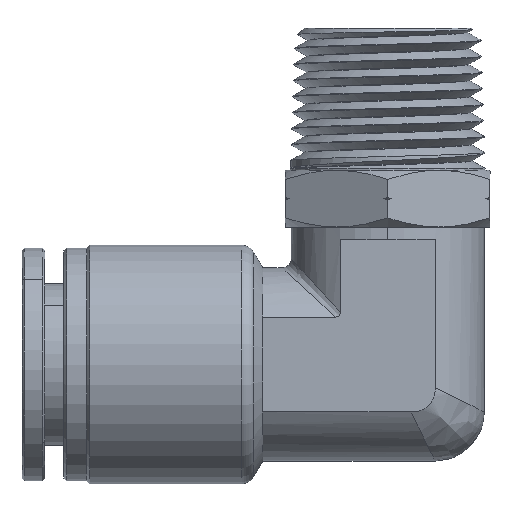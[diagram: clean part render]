
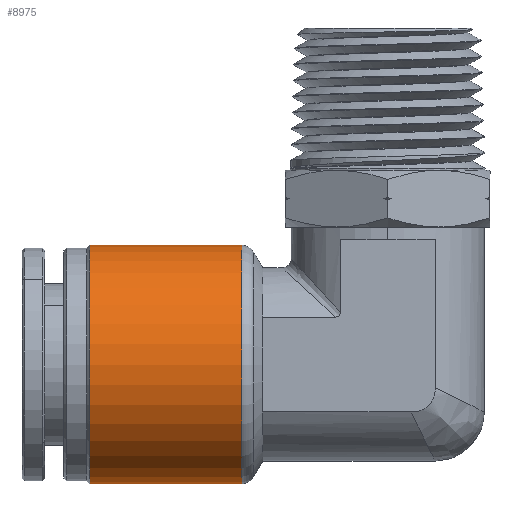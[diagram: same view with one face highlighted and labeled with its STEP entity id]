
A CAD part, left-side view. The second image highlights one B-rep face of the part: STEP entity #8975.
In plain terms, the highlighted cylindrical face has radius 10.5 mm (diameter 21 mm), a partial arc.
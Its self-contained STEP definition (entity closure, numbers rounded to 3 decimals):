
#271 = EDGE_CURVE ( 'NONE', #24815, #10558, #18093, .T. ) ;
#1562 = DIRECTION ( 'NONE',  ( 0., 0., -1. ) ) ;
#1590 = LINE ( 'NONE', #25406, #27476 ) ;
#2087 = VECTOR ( 'NONE', #2630, 1000. ) ;
#2090 = CIRCLE ( 'NONE', #23685, 10.5 ) ;
#2630 = DIRECTION ( 'NONE',  ( 0., -1., 0. ) ) ;
#2987 = EDGE_LOOP ( 'NONE', ( #5035, #11332, #5789, #28588 ) ) ;
#4121 = CARTESIAN_POINT ( 'NONE',  ( 0., -1.451, 0. ) ) ;
#4500 = CARTESIAN_POINT ( 'NONE',  ( 0., 11.95, 10.5 ) ) ;
#5035 = ORIENTED_EDGE ( 'NONE', *, *, #15779, .F. ) ;
#5037 = DIRECTION ( 'NONE',  ( 0., -1., 0. ) ) ;
#5154 = DIRECTION ( 'NONE',  ( 0., 0., -1. ) ) ;
#5507 = DIRECTION ( 'NONE',  ( 0., -1., 0. ) ) ;
#5789 = ORIENTED_EDGE ( 'NONE', *, *, #19993, .T. ) ;
#6982 = DIRECTION ( 'NONE',  ( 0., -1., 0. ) ) ;
#7598 = CARTESIAN_POINT ( 'NONE',  ( 0., 12.2, 0. ) ) ;
#8065 = FACE_OUTER_BOUND ( 'NONE', #2987, .T. ) ;
#8975 = ADVANCED_FACE ( 'NONE', ( #8065 ), #24854, .T. ) ;
#10250 = CARTESIAN_POINT ( 'NONE',  ( 0., -1.451, 10.5 ) ) ;
#10558 = VERTEX_POINT ( 'NONE', #10250 ) ;
#11332 = ORIENTED_EDGE ( 'NONE', *, *, #25228, .T. ) ;
#12509 = CARTESIAN_POINT ( 'NONE',  ( 0., -1.451, -10.5 ) ) ;
#13157 = AXIS2_PLACEMENT_3D ( 'NONE', #4121, #19140, #1562 ) ;
#14695 = LINE ( 'NONE', #29573, #2087 ) ;
#14909 = VERTEX_POINT ( 'NONE', #30545 ) ;
#15779 = EDGE_CURVE ( 'NONE', #28956, #10558, #14695, .T. ) ;
#18093 = CIRCLE ( 'NONE', #13157, 10.5 ) ;
#19140 = DIRECTION ( 'NONE',  ( 0., 1., 0. ) ) ;
#19993 = EDGE_CURVE ( 'NONE', #14909, #24815, #1590, .T. ) ;
#21968 = CARTESIAN_POINT ( 'NONE',  ( 0., 11.95, 0. ) ) ;
#23685 = AXIS2_PLACEMENT_3D ( 'NONE', #21968, #6982, #24470 ) ;
#24470 = DIRECTION ( 'NONE',  ( 0., 0., 1. ) ) ;
#24745 = AXIS2_PLACEMENT_3D ( 'NONE', #7598, #5037, #5154 ) ;
#24815 = VERTEX_POINT ( 'NONE', #12509 ) ;
#24854 = CYLINDRICAL_SURFACE ( 'NONE', #24745, 10.5 ) ;
#25228 = EDGE_CURVE ( 'NONE', #28956, #14909, #2090, .T. ) ;
#25406 = CARTESIAN_POINT ( 'NONE',  ( 0., 12.2, -10.5 ) ) ;
#27476 = VECTOR ( 'NONE', #5507, 1000. ) ;
#28588 = ORIENTED_EDGE ( 'NONE', *, *, #271, .T. ) ;
#28956 = VERTEX_POINT ( 'NONE', #4500 ) ;
#29573 = CARTESIAN_POINT ( 'NONE',  ( 0., 12.2, 10.5 ) ) ;
#30545 = CARTESIAN_POINT ( 'NONE',  ( 0., 11.95, -10.5 ) ) ;
